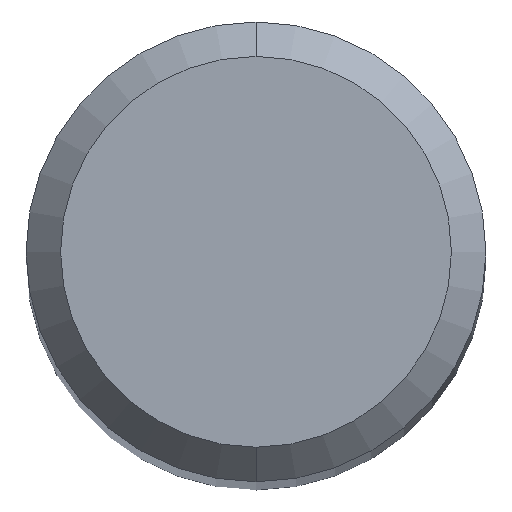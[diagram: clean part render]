
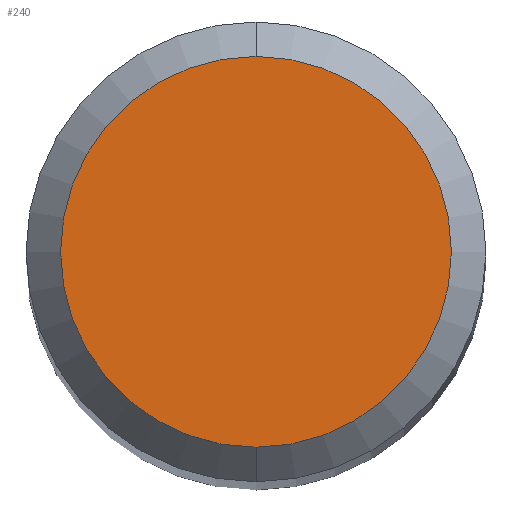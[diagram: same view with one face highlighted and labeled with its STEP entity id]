
A CAD part, top view. The second image highlights one B-rep face of the part: STEP entity #240.
In plain terms, the highlighted planar face has unit normal (0, 0, 1).
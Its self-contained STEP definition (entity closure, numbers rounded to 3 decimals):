
#112=VERTEX_POINT('',#281);
#160=EDGE_CURVE('',#210,#112,#337,.T.);
#210=VERTEX_POINT('',#392);
#240=ADVANCED_FACE('',(#426),#427,.T.);
#246=EDGE_CURVE('',#112,#210,#435,.T.);
#281=CARTESIAN_POINT('',(0.,-1.7,0.0));
#337=CIRCLE('',#530,1.7);
#392=CARTESIAN_POINT('',(0.0,1.7,0.0));
#426=FACE_OUTER_BOUND('',#645,.T.);
#427=PLANE('',#646);
#435=CIRCLE('',#655,1.7);
#530=AXIS2_PLACEMENT_3D('',#754,#755,#756);
#645=EDGE_LOOP('',(#870,#871));
#646=AXIS2_PLACEMENT_3D('',#872,#873,#874);
#655=AXIS2_PLACEMENT_3D('',#891,#892,#893);
#754=CARTESIAN_POINT('',(0.0,0.0,0.0));
#755=DIRECTION('',(0.0,0.0,-1.0));
#756=DIRECTION('',(0.0,1.0,0.0));
#870=ORIENTED_EDGE('',*,*,#160,.F.);
#871=ORIENTED_EDGE('',*,*,#246,.F.);
#872=CARTESIAN_POINT('',(0.0,0.85,0.0));
#873=DIRECTION('',(-0.0,0.0,1.0));
#874=DIRECTION('',(0.0,-1.0,0.0));
#891=CARTESIAN_POINT('',(0.0,0.0,0.0));
#892=DIRECTION('',(0.0,0.0,-1.0));
#893=DIRECTION('',(0.0,1.0,0.0));
